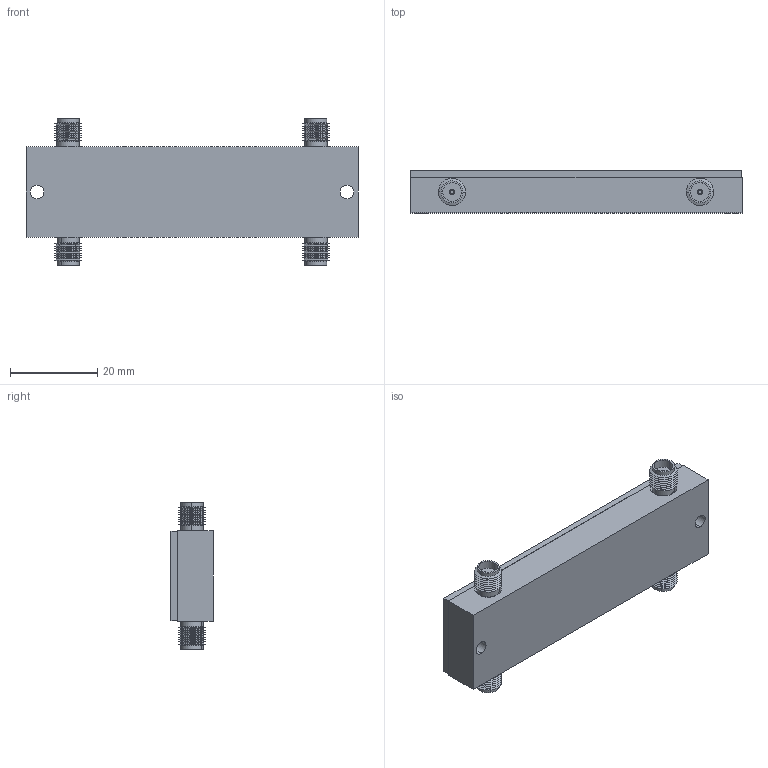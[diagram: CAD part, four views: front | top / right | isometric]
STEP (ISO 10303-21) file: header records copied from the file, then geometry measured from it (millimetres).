
FILE_DESCRIPTION (( 'STEP AP214' ), '1' );
FILE_NAME ('HQ 524_C.STEP', '2022-08-02T12:51:09', ( '' ), ( '' ), 'SwSTEP 2.0', 'SolidWorks 2021', '' );
FILE_SCHEMA (( 'AUTOMOTIVE_DESIGN' ));
Length unit declared in the file: inch
Products named in the file (1): HQ 524_C
Bounding box: 76.2 x 9.65 x 33.63 mm (x, y, z)
Volume: 15587.2 mm3; surface area: 10877.4 mm2
Topology: 14 solids, 14 shells, 950 faces, 2427 edges, 1546 vertices
Faces by surface type: cylinder 523, plane 259, cone 144, bspline 24
Entity records: 35483 total; most frequent: CARTESIAN_POINT 6572, DIRECTION 5367, ORIENTED_EDGE 4854, EDGE_CURVE 2427, AXIS2_PLACEMENT_3D 2069, VERTEX_POINT 1546, LINE 1229, VECTOR 1229
